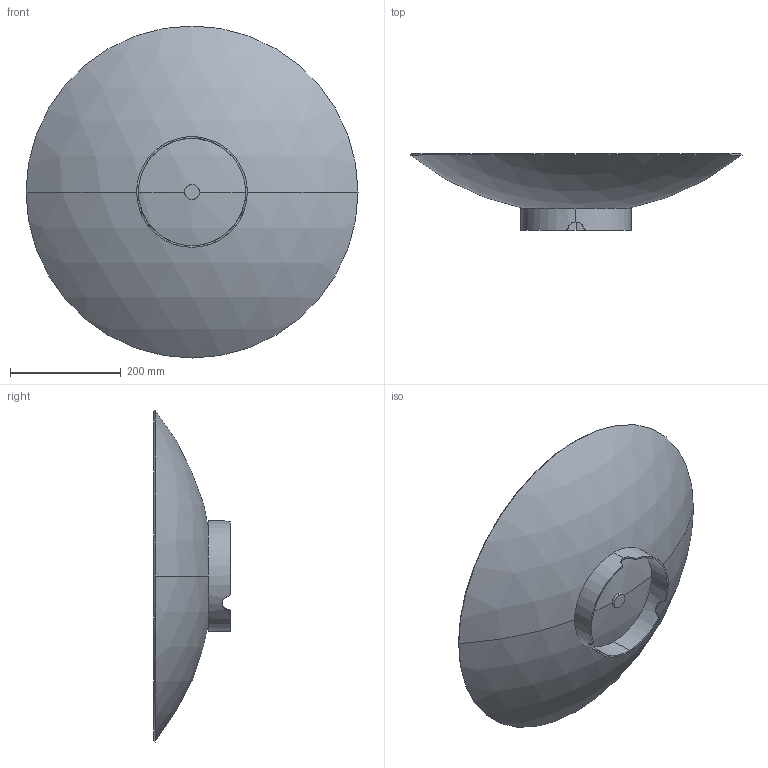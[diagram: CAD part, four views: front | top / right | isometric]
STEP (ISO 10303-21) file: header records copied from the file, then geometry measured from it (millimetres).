
FILE_DESCRIPTION (( 'STEP AP203' ), '1' );
FILE_NAME ('WN1.STEP', '2021-09-20T07:17:40', ( '' ), ( '' ), 'SwSTEP 2.0', 'SolidWorks 2021', '' );
FILE_SCHEMA (( 'CONFIG_CONTROL_DESIGN' ));
Length unit declared in the file: millimetre
Products named in the file (5): WN1; Water bowl plug; WN1 & BN1-bowl; WN1 & BN1 bowl 600 Steel; WN1 & BN1-Ring
Assembly tree (4 placements, depth 3):
  WN1
    WN1 & BN1 bowl 600 Steel
      WN1 & BN1-Ring
      WN1 & BN1-bowl
    Water bowl plug
Bounding box: 600 x 138.38 x 600 mm (x, y, z)
Volume: 1037288.1 mm3; surface area: 692372.2 mm2
Topology: 3 solids, 3 shells, 32 faces, 84 edges, 56 vertices
Faces by surface type: plane 9, bspline 9, cylinder 6, cone 4, sphere 4
Entity records: 2709 total; most frequent: CARTESIAN_POINT 1445, ORIENTED_EDGE 168, DIRECTION 150, EDGE_CURVE 84, AXIS2_PLACEMENT_3D 67, VERTEX_POINT 56, PERSON_AND_ORGANIZATION 44, CIRCLE 36
